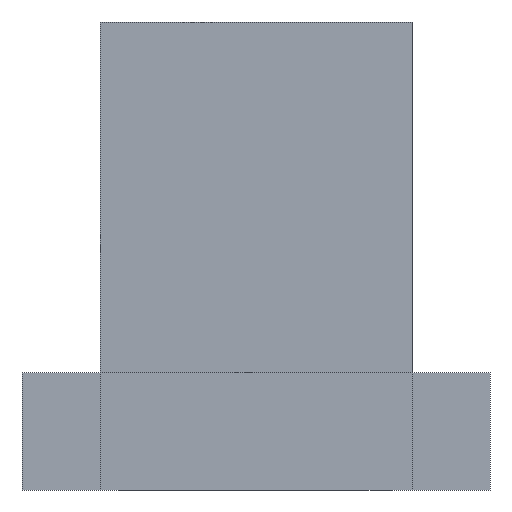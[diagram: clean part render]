
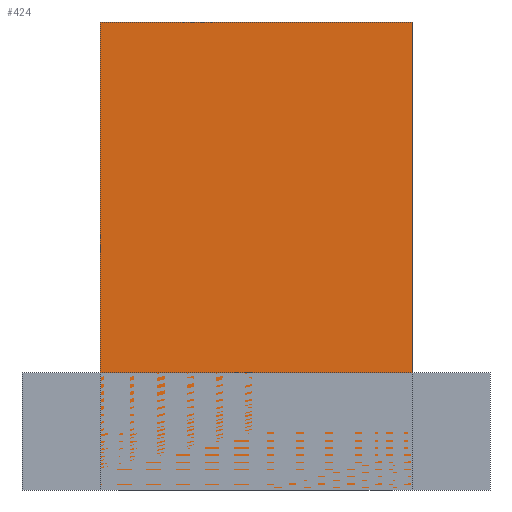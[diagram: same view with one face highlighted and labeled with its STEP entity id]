
A CAD part, front view. The second image highlights one B-rep face of the part: STEP entity #424.
In plain terms, the highlighted planar face has unit normal (0, -1, 0).
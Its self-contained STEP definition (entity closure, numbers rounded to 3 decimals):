
#49=FACE_OUTER_BOUND('',#73,.T.);
#73=EDGE_LOOP('',(#341,#342,#343,#344));
#105=LINE('',#656,#152);
#120=LINE('',#686,#167);
#121=LINE('',#688,#168);
#122=LINE('',#689,#169);
#152=VECTOR('',#533,10.);
#167=VECTOR('',#562,10.);
#168=VECTOR('',#563,10.);
#169=VECTOR('',#564,10.);
#199=VERTEX_POINT('',#653);
#200=VERTEX_POINT('',#655);
#208=VERTEX_POINT('',#685);
#209=VERTEX_POINT('',#687);
#243=EDGE_CURVE('',#200,#199,#105,.T.);
#258=EDGE_CURVE('',#208,#200,#120,.T.);
#259=EDGE_CURVE('',#209,#199,#121,.T.);
#260=EDGE_CURVE('',#208,#209,#122,.T.);
#341=ORIENTED_EDGE('',*,*,#258,.T.);
#342=ORIENTED_EDGE('',*,*,#243,.T.);
#343=ORIENTED_EDGE('',*,*,#259,.F.);
#344=ORIENTED_EDGE('',*,*,#260,.F.);
#402=PLANE('',#470);
#424=ADVANCED_FACE('',(#49),#402,.T.);
#470=AXIS2_PLACEMENT_3D('',#684,#560,#561);
#533=DIRECTION('',(0.,0.,1.));
#560=DIRECTION('center_axis',(0.,-1.,0.));
#561=DIRECTION('ref_axis',(1.,0.,0.));
#562=DIRECTION('',(1.,0.,0.));
#563=DIRECTION('',(1.,0.,0.));
#564=DIRECTION('',(0.,0.,1.));
#653=CARTESIAN_POINT('',(50.,0.,60.));
#655=CARTESIAN_POINT('',(50.,0.,0.));
#656=CARTESIAN_POINT('',(50.,0.,0.));
#684=CARTESIAN_POINT('Origin',(10.,0.,0.));
#685=CARTESIAN_POINT('',(10.,0.,0.));
#686=CARTESIAN_POINT('',(10.,0.,0.));
#687=CARTESIAN_POINT('',(10.,0.,60.));
#688=CARTESIAN_POINT('',(10.,0.,60.));
#689=CARTESIAN_POINT('',(10.,0.,0.));
